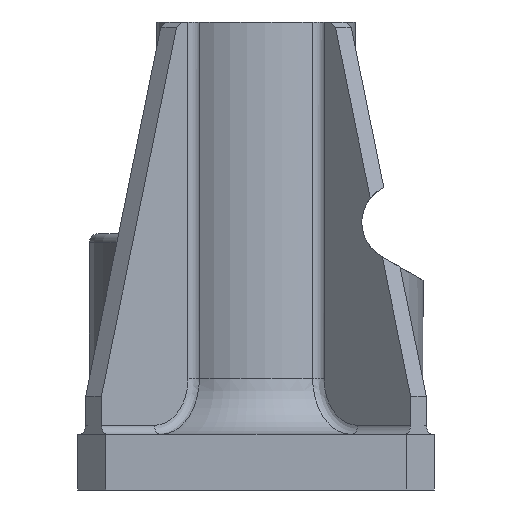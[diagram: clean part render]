
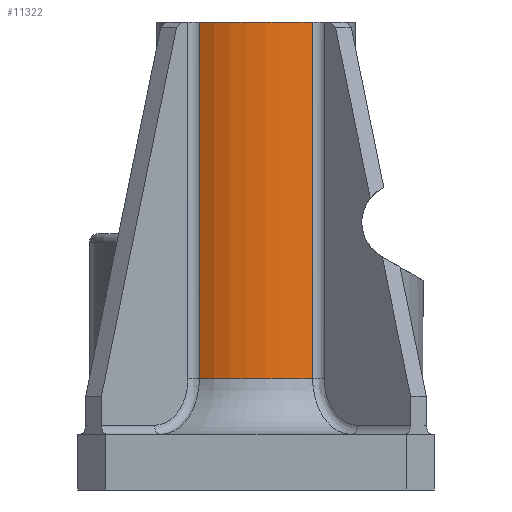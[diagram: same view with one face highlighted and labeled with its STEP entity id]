
A CAD part, left-side view. The second image highlights one B-rep face of the part: STEP entity #11322.
In plain terms, the highlighted cylindrical face has radius 9 mm (diameter 18 mm), a partial arc.
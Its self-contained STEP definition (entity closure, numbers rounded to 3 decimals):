
#1040 = TOROIDAL_SURFACE('',#1041,14.,5.);
#1041 = AXIS2_PLACEMENT_3D('',#1042,#1043,#1044);
#1042 = CARTESIAN_POINT('',(-50.,0.,5.));
#1043 = DIRECTION('',(-0.,-0.,-1.));
#1044 = DIRECTION('',(-0.781,0.624,0.));
#5564 = VERTEX_POINT('',#5565);
#5565 = CARTESIAN_POINT('',(-57.425,-5.087,5.));
#5641 = EDGE_CURVE('',#5642,#5564,#5644,.T.);
#5642 = VERTEX_POINT('',#5643);
#5643 = CARTESIAN_POINT('',(-57.425,5.087,5.));
#5644 = SURFACE_CURVE('',#5645,(#5650,#5657),.PCURVE_S1.);
#5645 = CIRCLE('',#5646,9.);
#5646 = AXIS2_PLACEMENT_3D('',#5647,#5648,#5649);
#5647 = CARTESIAN_POINT('',(-50.,0.,5.));
#5648 = DIRECTION('',(0.,0.,1.));
#5649 = DIRECTION('',(-0.781,0.624,0.));
#5650 = PCURVE('',#1040,#5651);
#5651 = DEFINITIONAL_REPRESENTATION('',(#5652),#5656);
#5652 = LINE('',#5653,#5654);
#5653 = CARTESIAN_POINT('',(-0.,3.142));
#5654 = VECTOR('',#5655,1.);
#5655 = DIRECTION('',(-1.,0.));
#5656 = ( GEOMETRIC_REPRESENTATION_CONTEXT(2) 
PARAMETRIC_REPRESENTATION_CONTEXT() REPRESENTATION_CONTEXT('2D SPACE',''
  ) );
#5657 = PCURVE('',#5658,#5663);
#5658 = CYLINDRICAL_SURFACE('',#5659,9.);
#5659 = AXIS2_PLACEMENT_3D('',#5660,#5661,#5662);
#5660 = CARTESIAN_POINT('',(-50.,0.,0.));
#5661 = DIRECTION('',(-0.,-0.,-1.));
#5662 = DIRECTION('',(1.,0.,0.));
#5663 = DEFINITIONAL_REPRESENTATION('',(#5664),#5668);
#5664 = LINE('',#5665,#5666);
#5665 = CARTESIAN_POINT('',(-2.468,-5.));
#5666 = VECTOR('',#5667,1.);
#5667 = DIRECTION('',(-1.,0.));
#5668 = ( GEOMETRIC_REPRESENTATION_CONTEXT(2) 
PARAMETRIC_REPRESENTATION_CONTEXT() REPRESENTATION_CONTEXT('2D SPACE',''
  ) );
#9260 = PLANE('',#9261);
#9261 = AXIS2_PLACEMENT_3D('',#9262,#9263,#9264);
#9262 = CARTESIAN_POINT('',(-49.981,0.,37.));
#9263 = DIRECTION('',(0.,0.,1.));
#9264 = DIRECTION('',(0.,1.,0.));
#10779 = CYLINDRICAL_SURFACE('',#10780,0.8);
#10780 = AXIS2_PLACEMENT_3D('',#10781,#10782,#10783);
#10781 = CARTESIAN_POINT('',(-58.085,5.539,5.));
#10782 = DIRECTION('',(0.,0.,1.));
#10783 = DIRECTION('',(0.707,0.707,0.));
#11250 = CYLINDRICAL_SURFACE('',#11251,0.8);
#11251 = AXIS2_PLACEMENT_3D('',#11252,#11253,#11254);
#11252 = CARTESIAN_POINT('',(-58.085,-5.539,5.));
#11253 = DIRECTION('',(0.,0.,1.));
#11254 = DIRECTION('',(0.825,0.565,0.));
#11322 = ADVANCED_FACE('',(#11323),#5658,.T.);
#11323 = FACE_BOUND('',#11324,.F.);
#11324 = EDGE_LOOP('',(#11325,#11326,#11349,#11373));
#11325 = ORIENTED_EDGE('',*,*,#5641,.F.);
#11326 = ORIENTED_EDGE('',*,*,#11327,.T.);
#11327 = EDGE_CURVE('',#5642,#11328,#11330,.T.);
#11328 = VERTEX_POINT('',#11329);
#11329 = CARTESIAN_POINT('',(-57.425,5.087,37.));
#11330 = SURFACE_CURVE('',#11331,(#11335,#11342),.PCURVE_S1.);
#11331 = LINE('',#11332,#11333);
#11332 = CARTESIAN_POINT('',(-57.425,5.087,5.));
#11333 = VECTOR('',#11334,1.);
#11334 = DIRECTION('',(0.,0.,1.));
#11335 = PCURVE('',#5658,#11336);
#11336 = DEFINITIONAL_REPRESENTATION('',(#11337),#11341);
#11337 = LINE('',#11338,#11339);
#11338 = CARTESIAN_POINT('',(-2.541,-5.));
#11339 = VECTOR('',#11340,1.);
#11340 = DIRECTION('',(-0.,-1.));
#11341 = ( GEOMETRIC_REPRESENTATION_CONTEXT(2) 
PARAMETRIC_REPRESENTATION_CONTEXT() REPRESENTATION_CONTEXT('2D SPACE',''
  ) );
#11342 = PCURVE('',#10779,#11343);
#11343 = DEFINITIONAL_REPRESENTATION('',(#11344),#11348);
#11344 = LINE('',#11345,#11346);
#11345 = CARTESIAN_POINT('',(-1.386,0.));
#11346 = VECTOR('',#11347,1.);
#11347 = DIRECTION('',(-0.,1.));
#11348 = ( GEOMETRIC_REPRESENTATION_CONTEXT(2) 
PARAMETRIC_REPRESENTATION_CONTEXT() REPRESENTATION_CONTEXT('2D SPACE',''
  ) );
#11349 = ORIENTED_EDGE('',*,*,#11350,.T.);
#11350 = EDGE_CURVE('',#11328,#11351,#11353,.T.);
#11351 = VERTEX_POINT('',#11352);
#11352 = CARTESIAN_POINT('',(-57.425,-5.087,37.));
#11353 = SURFACE_CURVE('',#11354,(#11359,#11366),.PCURVE_S1.);
#11354 = CIRCLE('',#11355,9.);
#11355 = AXIS2_PLACEMENT_3D('',#11356,#11357,#11358);
#11356 = CARTESIAN_POINT('',(-50.,0.,37.));
#11357 = DIRECTION('',(0.,0.,1.));
#11358 = DIRECTION('',(1.,0.,0.));
#11359 = PCURVE('',#5658,#11360);
#11360 = DEFINITIONAL_REPRESENTATION('',(#11361),#11365);
#11361 = LINE('',#11362,#11363);
#11362 = CARTESIAN_POINT('',(-0.,-37.));
#11363 = VECTOR('',#11364,1.);
#11364 = DIRECTION('',(-1.,0.));
#11365 = ( GEOMETRIC_REPRESENTATION_CONTEXT(2) 
PARAMETRIC_REPRESENTATION_CONTEXT() REPRESENTATION_CONTEXT('2D SPACE',''
  ) );
#11366 = PCURVE('',#9260,#11367);
#11367 = DEFINITIONAL_REPRESENTATION('',(#11368),#11372);
#11368 = CIRCLE('',#11369,9.);
#11369 = AXIS2_PLACEMENT_2D('',#11370,#11371);
#11370 = CARTESIAN_POINT('',(0.,0.019));
#11371 = DIRECTION('',(0.,-1.));
#11372 = ( GEOMETRIC_REPRESENTATION_CONTEXT(2) 
PARAMETRIC_REPRESENTATION_CONTEXT() REPRESENTATION_CONTEXT('2D SPACE',''
  ) );
#11373 = ORIENTED_EDGE('',*,*,#11374,.F.);
#11374 = EDGE_CURVE('',#5564,#11351,#11375,.T.);
#11375 = SURFACE_CURVE('',#11376,(#11380,#11387),.PCURVE_S1.);
#11376 = LINE('',#11377,#11378);
#11377 = CARTESIAN_POINT('',(-57.425,-5.087,5.));
#11378 = VECTOR('',#11379,1.);
#11379 = DIRECTION('',(0.,0.,1.));
#11380 = PCURVE('',#5658,#11381);
#11381 = DEFINITIONAL_REPRESENTATION('',(#11382),#11386);
#11382 = LINE('',#11383,#11384);
#11383 = CARTESIAN_POINT('',(-3.742,-5.));
#11384 = VECTOR('',#11385,1.);
#11385 = DIRECTION('',(-0.,-1.));
#11386 = ( GEOMETRIC_REPRESENTATION_CONTEXT(2) 
PARAMETRIC_REPRESENTATION_CONTEXT() REPRESENTATION_CONTEXT('2D SPACE',''
  ) );
#11387 = PCURVE('',#11250,#11388);
#11388 = DEFINITIONAL_REPRESENTATION('',(#11389),#11393);
#11389 = LINE('',#11390,#11391);
#11390 = CARTESIAN_POINT('',(-0.,0.));
#11391 = VECTOR('',#11392,1.);
#11392 = DIRECTION('',(-0.,1.));
#11393 = ( GEOMETRIC_REPRESENTATION_CONTEXT(2) 
PARAMETRIC_REPRESENTATION_CONTEXT() REPRESENTATION_CONTEXT('2D SPACE',''
  ) );
